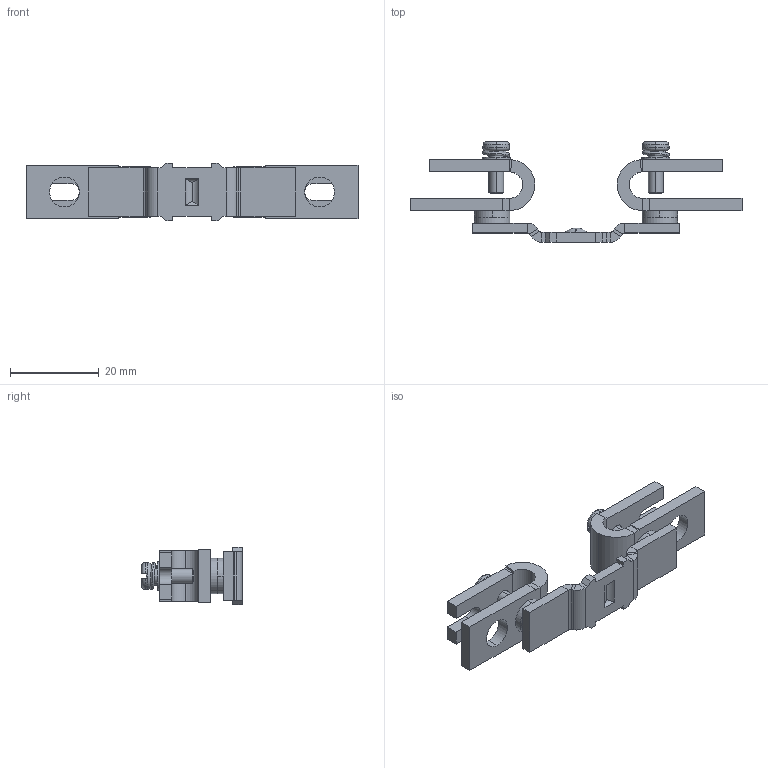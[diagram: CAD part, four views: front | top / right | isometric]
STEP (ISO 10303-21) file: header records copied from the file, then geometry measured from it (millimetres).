
FILE_DESCRIPTION (( 'STEP AP214' ), '1' );
FILE_NAME ('B3TY7480-0B.STEP', '2020-06-05T04:58:26', ( '' ), ( '' ), 'SwSTEP 2.0', 'SolidWorks 2017', '' );
FILE_SCHEMA (( 'AUTOMOTIVE_DESIGN' ));
Length unit declared in the file: inch
Products named in the file (7): B3TY7480-0B- Screw; B3TY7480-0B; B3TY7480-0B-01 ; B3TY7480-0B fastners; B3TY7480-0B washer 01; B3TY7480-0B washer
Assembly tree (8 placements, depth 3):
  B3TY7480-0B
    B3TY7480-0B  x2
    B3TY7480-0B-01 
    B3TY7480-0B- Screw  x2
      B3TY7480-0B fastners
      B3TY7480-0B washer 01
      B3TY7480-0B washer
Bounding box: 74.9 x 22.7 x 13 mm (x, y, z)
Volume: 4763.7 mm3; surface area: 5471.6 mm2
Topology: 11 solids, 11 shells, 218 faces, 514 edges, 322 vertices
Faces by surface type: plane 134, cylinder 64, torus 10, bspline 6, cone 4
Entity records: 6549 total; most frequent: CARTESIAN_POINT 1487, DIRECTION 715, ORIENTED_EDGE 674, EDGE_CURVE 337, AXIS2_PLACEMENT_3D 245, VECTOR 225, LINE 225, VERTEX_POINT 209
